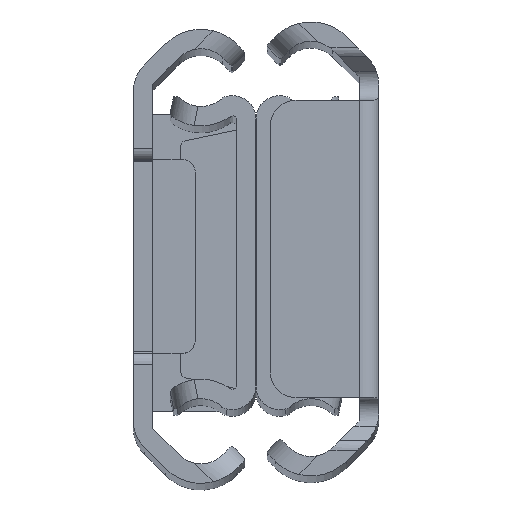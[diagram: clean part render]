
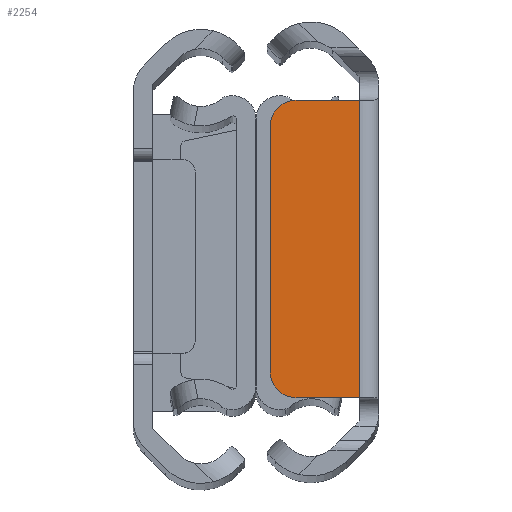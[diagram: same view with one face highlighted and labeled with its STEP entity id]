
A CAD part, top view. The second image highlights one B-rep face of the part: STEP entity #2254.
In plain terms, the highlighted face is planar.
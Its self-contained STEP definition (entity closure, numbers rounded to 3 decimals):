
#231 = AXIS2_PLACEMENT_3D ( 'NONE', #3625, #960, #246 ) ;
#240 = AXIS2_PLACEMENT_3D ( 'NONE', #1483, #737, #3811 ) ;
#245 = DIRECTION ( 'NONE',  ( 0., 0., 1. ) ) ;
#246 = DIRECTION ( 'NONE',  ( -1., 0., 0. ) ) ;
#265 = DIRECTION ( 'NONE',  ( -1., 0., 0. ) ) ;
#341 = VERTEX_POINT ( 'NONE', #2993 ) ;
#424 = VECTOR ( 'NONE', #265, 1000. ) ;
#529 = CARTESIAN_POINT ( 'NONE',  ( 6.9, 0., -304.8 ) ) ;
#659 = VERTEX_POINT ( 'NONE', #4558 ) ;
#672 = FACE_OUTER_BOUND ( 'NONE', #1557, .T. ) ;
#737 = DIRECTION ( 'NONE',  ( 0., 0., 1. ) ) ;
#895 = CARTESIAN_POINT ( 'NONE',  ( 0., -11.5, -304.8 ) ) ;
#906 = AXIS2_PLACEMENT_3D ( 'NONE', #2594, #245, #1023 ) ;
#960 = DIRECTION ( 'NONE',  ( 0., 0., 1. ) ) ;
#1023 = DIRECTION ( 'NONE',  ( 1., 0., 0. ) ) ;
#1042 = EDGE_CURVE ( 'NONE', #659, #2323, #1255, .T. ) ;
#1055 = EDGE_CURVE ( 'NONE', #341, #4068, #2624, .T. ) ;
#1255 = LINE ( 'NONE', #4118, #3972 ) ;
#1263 = EDGE_CURVE ( 'NONE', #1845, #2323, #2055, .T. ) ;
#1392 = DIRECTION ( 'NONE',  ( 1., 0., 0. ) ) ;
#1406 = PLANE ( 'NONE',  #906 ) ;
#1450 = CARTESIAN_POINT ( 'NONE',  ( -2.5, 11.5, -304.8 ) ) ;
#1483 = CARTESIAN_POINT ( 'NONE',  ( 4.9, -9.5, -304.8 ) ) ;
#1532 = CARTESIAN_POINT ( 'NONE',  ( 4.9, 11.5, -304.8 ) ) ;
#1557 = EDGE_LOOP ( 'NONE', ( #4701, #3109, #4478, #4484, #4193, #4367 ) ) ;
#1623 = VECTOR ( 'NONE', #3229, 1000. ) ;
#1742 = VERTEX_POINT ( 'NONE', #1532 ) ;
#1753 = VECTOR ( 'NONE', #1392, 1000. ) ;
#1845 = VERTEX_POINT ( 'NONE', #3154 ) ;
#2055 = LINE ( 'NONE', #3402, #424 ) ;
#2177 = DIRECTION ( 'NONE',  ( 0., -1., 0. ) ) ;
#2180 = EDGE_CURVE ( 'NONE', #659, #1742, #2893, .T. ) ;
#2254 = ADVANCED_FACE ( 'NONE', ( #672 ), #1406, .F. ) ;
#2294 = EDGE_CURVE ( 'NONE', #1845, #341, #3565, .T. ) ;
#2323 = VERTEX_POINT ( 'NONE', #895 ) ;
#2594 = CARTESIAN_POINT ( 'NONE',  ( 1.5, 12.665, -304.8 ) ) ;
#2624 = LINE ( 'NONE', #529, #1623 ) ;
#2893 = LINE ( 'NONE', #1450, #1753 ) ;
#2993 = CARTESIAN_POINT ( 'NONE',  ( 6.9, -9.5, -304.8 ) ) ;
#3109 = ORIENTED_EDGE ( 'NONE', *, *, #2180, .T. ) ;
#3154 = CARTESIAN_POINT ( 'NONE',  ( 4.9, -11.5, -304.8 ) ) ;
#3229 = DIRECTION ( 'NONE',  ( 0., 1., 0. ) ) ;
#3402 = CARTESIAN_POINT ( 'NONE',  ( -2.5, -11.5, -304.8 ) ) ;
#3565 = CIRCLE ( 'NONE', #240, 2. ) ;
#3625 = CARTESIAN_POINT ( 'NONE',  ( 4.9, 9.5, -304.8 ) ) ;
#3811 = DIRECTION ( 'NONE',  ( 1., 0., 0. ) ) ;
#3972 = VECTOR ( 'NONE', #2177, 1000. ) ;
#4065 = CARTESIAN_POINT ( 'NONE',  ( 6.9, 9.5, -304.8 ) ) ;
#4068 = VERTEX_POINT ( 'NONE', #4065 ) ;
#4118 = CARTESIAN_POINT ( 'NONE',  ( 0., 0., -304.8 ) ) ;
#4193 = ORIENTED_EDGE ( 'NONE', *, *, #2294, .F. ) ;
#4367 = ORIENTED_EDGE ( 'NONE', *, *, #1263, .T. ) ;
#4478 = ORIENTED_EDGE ( 'NONE', *, *, #4544, .F. ) ;
#4484 = ORIENTED_EDGE ( 'NONE', *, *, #1055, .F. ) ;
#4507 = CIRCLE ( 'NONE', #231, 2. ) ;
#4544 = EDGE_CURVE ( 'NONE', #4068, #1742, #4507, .T. ) ;
#4558 = CARTESIAN_POINT ( 'NONE',  ( 0., 11.5, -304.8 ) ) ;
#4701 = ORIENTED_EDGE ( 'NONE', *, *, #1042, .F. ) ;
